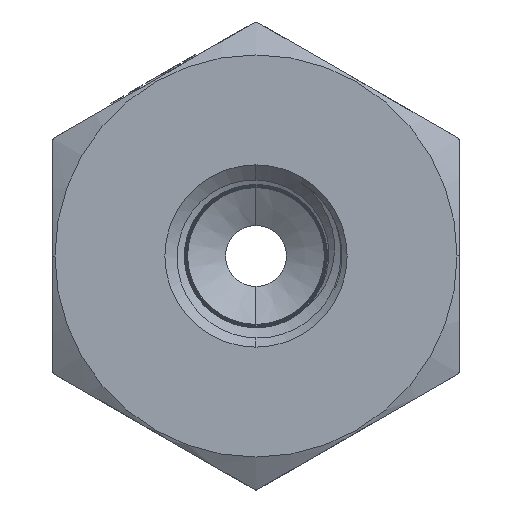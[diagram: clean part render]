
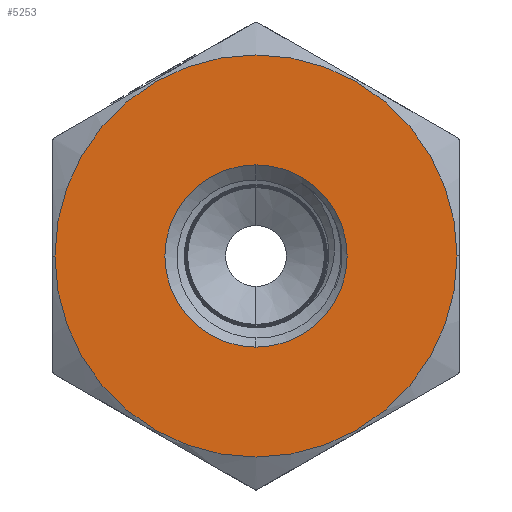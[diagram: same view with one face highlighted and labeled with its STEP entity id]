
A CAD part, left-side view. The second image highlights one B-rep face of the part: STEP entity #5253.
In plain terms, the highlighted planar face has unit normal (-1, 0, 0).
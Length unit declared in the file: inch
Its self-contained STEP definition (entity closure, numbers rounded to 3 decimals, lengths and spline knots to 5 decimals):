
#30 = CARTESIAN_POINT ( 'NONE',  ( -2., 0., -0.281 ) ) ;
#955 = EDGE_LOOP ( 'NONE', ( #14287, #17168 ) ) ;
#1130 = CARTESIAN_POINT ( 'NONE',  ( -2., 0.62, 0. ) ) ;
#2258 = DIRECTION ( 'NONE',  ( 0., 0., 1. ) ) ;
#2410 = FACE_OUTER_BOUND ( 'NONE', #18013, .T. ) ;
#2528 = AXIS2_PLACEMENT_3D ( 'NONE', #3362, #17752, #4634 ) ;
#3362 = CARTESIAN_POINT ( 'NONE',  ( -2., 0., 0. ) ) ;
#3961 = CARTESIAN_POINT ( 'NONE',  ( -2., -0.62, 0. ) ) ;
#4444 = FACE_BOUND ( 'NONE', #955, .T. ) ;
#4634 = DIRECTION ( 'NONE',  ( 0., 1., 0. ) ) ;
#5213 = DIRECTION ( 'NONE',  ( 0., -1., 0. ) ) ;
#5253 = ADVANCED_FACE ( 'NONE', ( #2410, #4444 ), #6421, .T. ) ;
#5407 = CARTESIAN_POINT ( 'NONE',  ( -2., 0., 0. ) ) ;
#6421 = PLANE ( 'NONE',  #12322 ) ;
#8032 = CARTESIAN_POINT ( 'NONE',  ( -2., 0., 0. ) ) ;
#8317 = AXIS2_PLACEMENT_3D ( 'NONE', #14089, #12803, #15523 ) ;
#8479 = CIRCLE ( 'NONE', #8317, 0.62 ) ;
#9032 = AXIS2_PLACEMENT_3D ( 'NONE', #5407, #18145, #9559 ) ;
#9188 = VERTEX_POINT ( 'NONE', #1130 ) ;
#9490 = DIRECTION ( 'NONE',  ( -1., 0., 0. ) ) ;
#9559 = DIRECTION ( 'NONE',  ( 0., 0., 1. ) ) ;
#10433 = EDGE_CURVE ( 'NONE', #11974, #9188, #8479, .T. ) ;
#10878 = DIRECTION ( 'NONE',  ( -1., 0., 0. ) ) ;
#11395 = CIRCLE ( 'NONE', #2528, 0.62 ) ;
#11974 = VERTEX_POINT ( 'NONE', #3961 ) ;
#12032 = ORIENTED_EDGE ( 'NONE', *, *, #12476, .F. ) ;
#12216 = CARTESIAN_POINT ( 'NONE',  ( -2., 0., 0. ) ) ;
#12322 = AXIS2_PLACEMENT_3D ( 'NONE', #8032, #9490, #5213 ) ;
#12476 = EDGE_CURVE ( 'NONE', #9188, #11974, #11395, .T. ) ;
#12803 = DIRECTION ( 'NONE',  ( 1., 0., 0. ) ) ;
#13062 = VERTEX_POINT ( 'NONE', #17937 ) ;
#13409 = AXIS2_PLACEMENT_3D ( 'NONE', #12216, #10878, #2258 ) ;
#14089 = CARTESIAN_POINT ( 'NONE',  ( -2., 0., 0. ) ) ;
#14147 = VERTEX_POINT ( 'NONE', #30 ) ;
#14287 = ORIENTED_EDGE ( 'NONE', *, *, #15823, .F. ) ;
#15124 = CIRCLE ( 'NONE', #13409, 0.281 ) ;
#15523 = DIRECTION ( 'NONE',  ( 0., 1., 0. ) ) ;
#15780 = CIRCLE ( 'NONE', #9032, 0.281 ) ;
#15823 = EDGE_CURVE ( 'NONE', #13062, #14147, #15124, .T. ) ;
#17148 = EDGE_CURVE ( 'NONE', #14147, #13062, #15780, .T. ) ;
#17168 = ORIENTED_EDGE ( 'NONE', *, *, #17148, .F. ) ;
#17590 = ORIENTED_EDGE ( 'NONE', *, *, #10433, .F. ) ;
#17752 = DIRECTION ( 'NONE',  ( 1., 0., 0. ) ) ;
#17937 = CARTESIAN_POINT ( 'NONE',  ( -2., 0., 0.281 ) ) ;
#18013 = EDGE_LOOP ( 'NONE', ( #12032, #17590 ) ) ;
#18145 = DIRECTION ( 'NONE',  ( -1., 0., 0. ) ) ;
